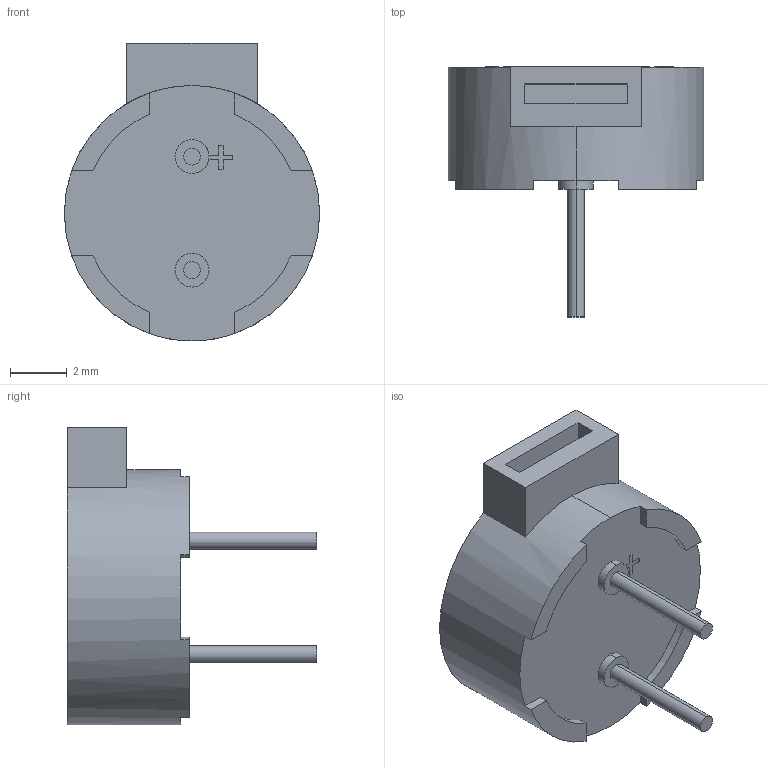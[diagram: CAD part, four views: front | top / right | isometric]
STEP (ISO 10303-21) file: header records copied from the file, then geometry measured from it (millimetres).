
FILE_DESCRIPTION (( 'STEP AP203' ), '1' );
FILE_NAME ('GT-0950RP3.STEP', '2016-11-28T21:09:42', ( 'Gem' ), ( '' ), 'SwSTEP 2.0', 'SolidWorks 2013', '' );
FILE_SCHEMA (( 'CONFIG_CONTROL_DESIGN' ));
Length unit declared in the file: millimetre
Products named in the file (1): GT-0950RP3
Bounding box: 9 x 8.81 x 10.5 mm (x, y, z)
Volume: 264.5 mm3; surface area: 337.2 mm2
Topology: 1 solids, 1 shells, 197 faces, 525 edges, 350 vertices
Faces by surface type: plane 104, bspline 79, cylinder 14
Entity records: 10540 total; most frequent: CARTESIAN_POINT 6051, ORIENTED_EDGE 1050, DIRECTION 643, EDGE_CURVE 525, VERTEX_POINT 350, LINE 327, VECTOR 327, EDGE_LOOP 217
